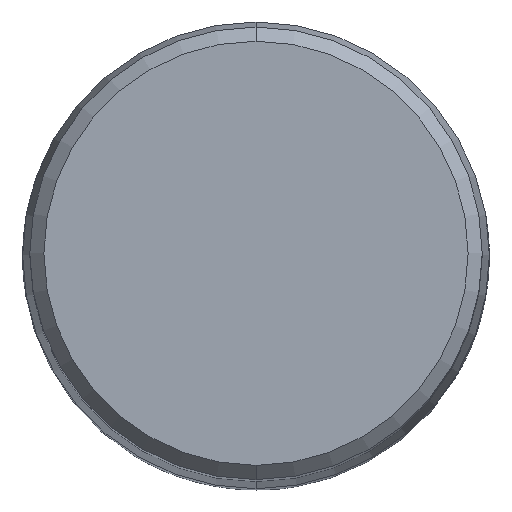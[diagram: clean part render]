
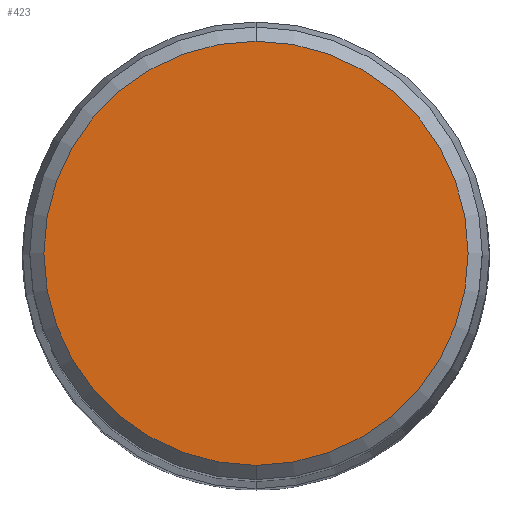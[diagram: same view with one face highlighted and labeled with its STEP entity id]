
A CAD part, top view. The second image highlights one B-rep face of the part: STEP entity #423.
In plain terms, the highlighted planar face has unit normal (0, 0, 1).
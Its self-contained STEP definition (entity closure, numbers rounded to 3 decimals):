
#423=ADVANCED_FACE('',(#1156),#1157,.T.);
#545=EDGE_CURVE('',#623,#667,#1290,.T.);
#623=VERTEX_POINT('',#1375);
#667=VERTEX_POINT('',#1424);
#1009=EDGE_CURVE('',#667,#623,#1797,.T.);
#1156=FACE_OUTER_BOUND('',#2003,.T.);
#1157=PLANE('',#2004);
#1290=CIRCLE('',#2315,15.0);
#1375=CARTESIAN_POINT('',(0.0,15.0,0.0));
#1424=CARTESIAN_POINT('',(0.,-15.0,0.0));
#1797=CIRCLE('',#3327,15.0);
#2003=EDGE_LOOP('',(#3513,#3514));
#2004=AXIS2_PLACEMENT_3D('',#3515,#3516,#3517);
#2315=AXIS2_PLACEMENT_3D('',#3646,#3647,#3648);
#3327=AXIS2_PLACEMENT_3D('',#4225,#4226,#4227);
#3513=ORIENTED_EDGE('',*,*,#545,.F.);
#3514=ORIENTED_EDGE('',*,*,#1009,.F.);
#3515=CARTESIAN_POINT('',(0.0,7.5,0.0));
#3516=DIRECTION('',(-0.0,0.0,1.0));
#3517=DIRECTION('',(0.0,-1.0,0.0));
#3646=CARTESIAN_POINT('',(0.0,0.0,0.0));
#3647=DIRECTION('',(0.0,0.0,-1.0));
#3648=DIRECTION('',(0.0,1.0,0.0));
#4225=CARTESIAN_POINT('',(0.0,0.0,0.0));
#4226=DIRECTION('',(0.0,0.0,-1.0));
#4227=DIRECTION('',(0.0,1.0,0.0));
